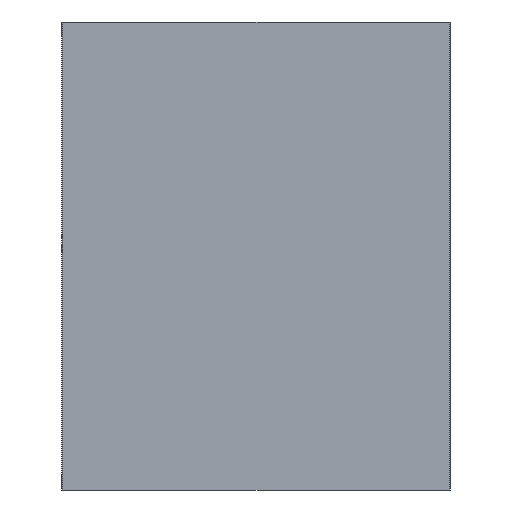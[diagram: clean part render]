
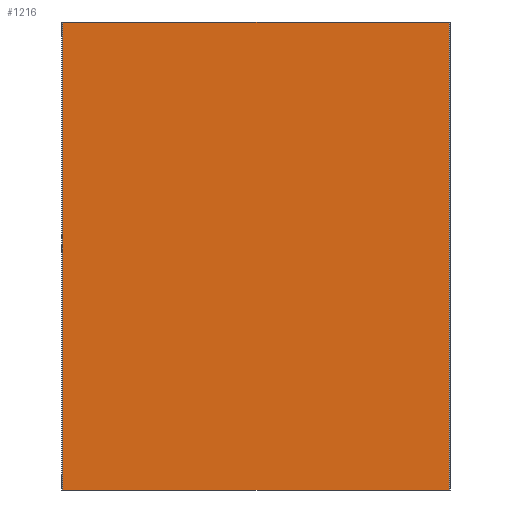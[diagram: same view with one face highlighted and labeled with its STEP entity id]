
A CAD part, front view. The second image highlights one B-rep face of the part: STEP entity #1216.
In plain terms, the highlighted planar face has unit normal (0, -1, 0).
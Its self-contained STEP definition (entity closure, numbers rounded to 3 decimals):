
#3 = PLANE ( 'NONE',  #1431 ) ;
#5 = CARTESIAN_POINT ( 'NONE',  ( 247.75, 0., 600. ) ) ;
#6 = DIRECTION ( 'NONE',  ( 0., 1., 0. ) ) ;
#7 = DIRECTION ( 'NONE',  ( 0., 0., 1. ) ) ;
#220 = VECTOR ( 'NONE', #966, 1000. ) ;
#224 = LINE ( 'NONE', #960, #220 ) ;
#232 = VECTOR ( 'NONE', #945, 1000. ) ;
#235 = LINE ( 'NONE', #944, #232 ) ;
#421 = ORIENTED_EDGE ( 'NONE', *, *, #1486, .T. ) ;
#460 = ORIENTED_EDGE ( 'NONE', *, *, #1582, .F. ) ;
#487 = FACE_OUTER_BOUND ( 'NONE', #516, .T. ) ;
#502 = ORIENTED_EDGE ( 'NONE', *, *, #1494, .T. ) ;
#514 = VERTEX_POINT ( 'NONE', #1280 ) ;
#516 = EDGE_LOOP ( 'NONE', ( #502, #460, #539, #421 ) ) ;
#539 = ORIENTED_EDGE ( 'NONE', *, *, #1581, .F. ) ;
#551 = VERTEX_POINT ( 'NONE', #1290 ) ;
#552 = VERTEX_POINT ( 'NONE', #1264 ) ;
#699 = VECTOR ( 'NONE', #1174, 1000. ) ;
#712 = VERTEX_POINT ( 'NONE', #1309 ) ;
#882 = LINE ( 'NONE', #1173, #699 ) ;
#885 = VECTOR ( 'NONE', #1165, 1000. ) ;
#892 = LINE ( 'NONE', #1164, #885 ) ;
#944 = CARTESIAN_POINT ( 'NONE',  ( -247.75, 0., 600. ) ) ;
#945 = DIRECTION ( 'NONE',  ( 0., 0., -1. ) ) ;
#960 = CARTESIAN_POINT ( 'NONE',  ( 247.75, 0., 0. ) ) ;
#966 = DIRECTION ( 'NONE',  ( 1., 0., 0. ) ) ;
#1164 = CARTESIAN_POINT ( 'NONE',  ( 247.75, 0., 600. ) ) ;
#1165 = DIRECTION ( 'NONE',  ( 1., 0., 0. ) ) ;
#1173 = CARTESIAN_POINT ( 'NONE',  ( 247.75, 0., 600. ) ) ;
#1174 = DIRECTION ( 'NONE',  ( 0., 0., -1. ) ) ;
#1216 = ADVANCED_FACE ( 'NONE', ( #487 ), #3, .F. ) ;
#1264 = CARTESIAN_POINT ( 'NONE',  ( -247.75, 0., 0. ) ) ;
#1280 = CARTESIAN_POINT ( 'NONE',  ( 247.75, 0., 0. ) ) ;
#1290 = CARTESIAN_POINT ( 'NONE',  ( -247.75, 0., 600. ) ) ;
#1309 = CARTESIAN_POINT ( 'NONE',  ( 247.75, 0., 600. ) ) ;
#1431 = AXIS2_PLACEMENT_3D ( 'NONE', #5, #6, #7 ) ;
#1486 = EDGE_CURVE ( 'NONE', #551, #552, #235, .T. ) ;
#1494 = EDGE_CURVE ( 'NONE', #552, #514, #224, .T. ) ;
#1581 = EDGE_CURVE ( 'NONE', #551, #712, #892, .T. ) ;
#1582 = EDGE_CURVE ( 'NONE', #712, #514, #882, .T. ) ;
